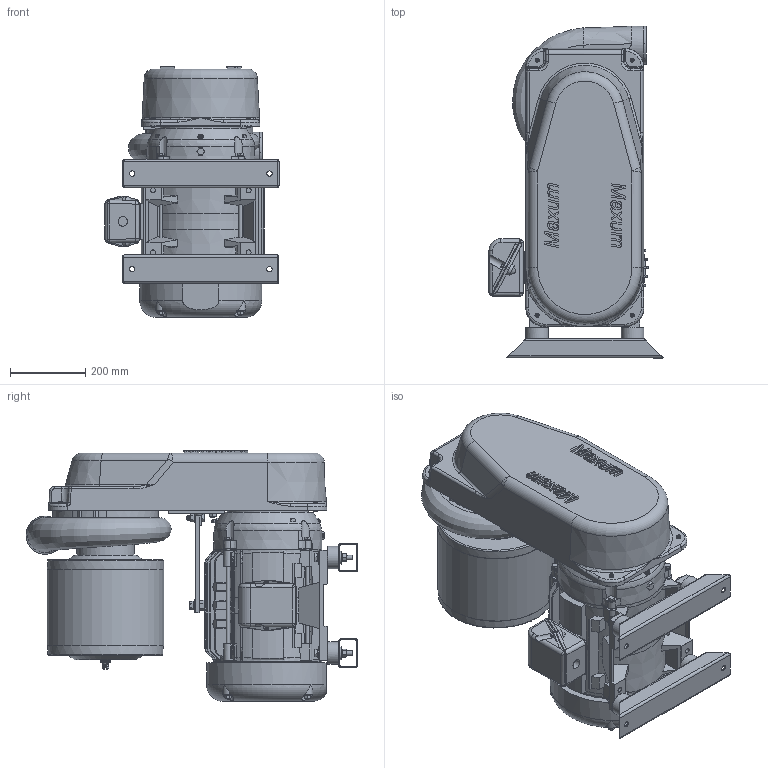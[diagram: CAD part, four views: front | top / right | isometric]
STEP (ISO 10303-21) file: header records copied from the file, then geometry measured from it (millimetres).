
FILE_DESCRIPTION(/* description */ (''),/* implementation_level */ '2;1');
FILE_NAME(/* name */ 'BAM20xB001_A.stp',/* time_stamp */ '2018-11-30T11:49:09-05:00',/* author */ ('James'),/* organization */ (''),/* preprocessor_version */ 'ST-DEVELOPER v16.5',/* originating_system */ 'Autodesk Inventor 2017',/* authorisation */ '');
FILE_SCHEMA (('AUTOMOTIVE_DESIGN { 1 0 10303 214 3 1 1 }'));
Length unit declared in the file: inch
Products named in the file (1): BAM20xB001_A
Bounding box: 462.78 x 881.93 x 666.27 mm (x, y, z)
Volume: 95324498 mm3; surface area: 2796779.6 mm2
Topology: 1 solids, 1 shells, 2222 faces, 5829 edges, 3743 vertices
Faces by surface type: plane 942, cylinder 491, cone 383, bspline 240, torus 147, sphere 19
Full cylindrical faces by diameter (mm): 9.652 x28, 10.16 x1, 10.5 x4, 10.643 x1, 12 x12, 13.208 x2, 13.462 x4, 14.3 x4, 21 x1, 25.4 x3, 34.925 x9, 60 x4, 100.012 x1, 152.4 x1, 215.862 x1, 281.28 x1, 306.07 x1, 308.61 x1, 310.896 x1
Entity records: 99921 total; most frequent: CARTESIAN_POINT 48263, ORIENTED_EDGE 11202, DIRECTION 10346, EDGE_CURVE 5601, AXIS2_PLACEMENT_3D 4071, VERTEX_POINT 3662, EDGE_LOOP 2589, FACE_OUTER_BOUND 2214
